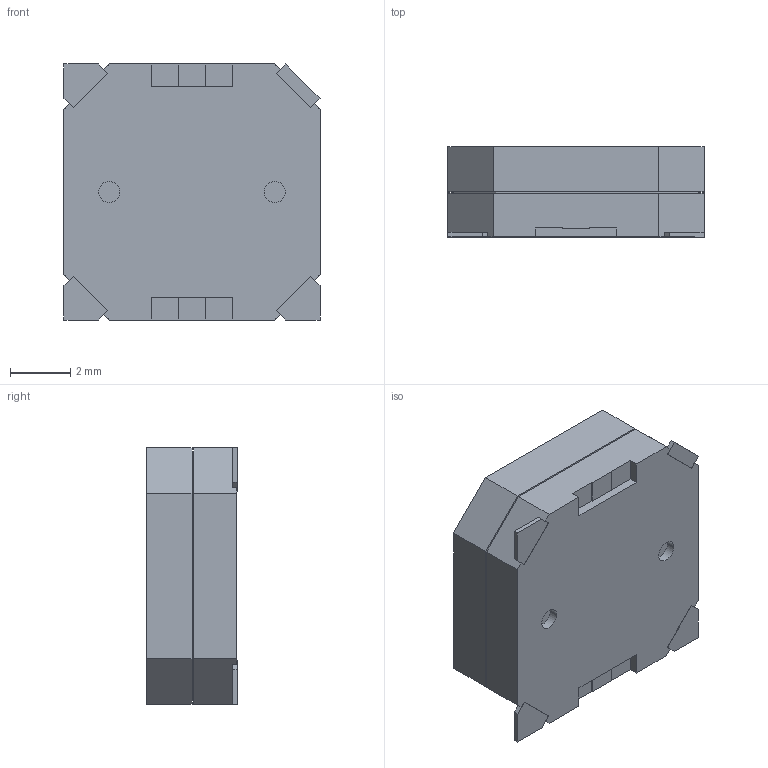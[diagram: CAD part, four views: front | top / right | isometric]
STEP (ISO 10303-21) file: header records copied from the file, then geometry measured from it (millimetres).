
FILE_DESCRIPTION (( 'STEP AP214' ), '1' );
FILE_NAME ('CUI_DEVICES_CMT-8530S-SMT-TR.step', '2021-06-16T15:05:37', ( '' ), ( '' ), 'SwSTEP 2.0', 'SolidWorks 2021', '' );
FILE_SCHEMA (( 'AUTOMOTIVE_DESIGN' ));
Length unit declared in the file: millimetre
Products named in the file (1): CUI_DEVICES_CMT-8530S-SMT-TR
Bounding box: 8.5 x 3 x 8.5 mm (x, y, z)
Volume: 151.9 mm3; surface area: 351.7 mm2
Topology: 1 solids, 1 shells, 86 faces, 231 edges, 154 vertices
Faces by surface type: plane 76, cylinder 10
Entity records: 3052 total; most frequent: CARTESIAN_POINT 472, ORIENTED_EDGE 462, DIRECTION 425, EDGE_CURVE 231, VECTOR 211, LINE 211, VERTEX_POINT 154, AXIS2_PLACEMENT_3D 107
